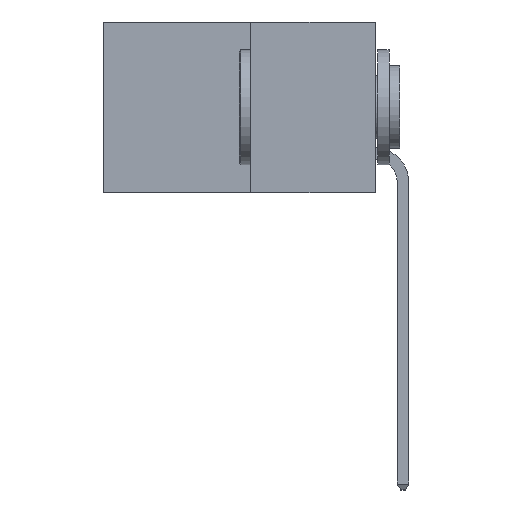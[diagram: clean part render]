
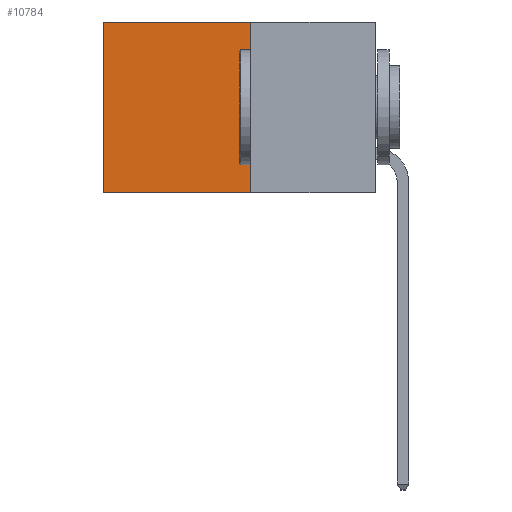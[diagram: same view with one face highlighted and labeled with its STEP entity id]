
A CAD part, left-side view. The second image highlights one B-rep face of the part: STEP entity #10784.
In plain terms, the highlighted planar face has unit normal (-1, 0, 0).
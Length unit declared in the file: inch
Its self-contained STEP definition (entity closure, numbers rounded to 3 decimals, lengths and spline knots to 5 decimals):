
#1824 = PLANE ( 'NONE',  #3822 ) ;
#2630 = VERTEX_POINT ( 'NONE', #10422 ) ;
#2981 = DIRECTION ( 'NONE',  ( 1., 0., 0. ) ) ;
#3121 = DIRECTION ( 'NONE',  ( 0., 0., -1. ) ) ;
#3639 = VECTOR ( 'NONE', #3121, 39.37008 ) ;
#3822 = AXIS2_PLACEMENT_3D ( 'NONE', #7487, #2981, #10808 ) ;
#4338 = CARTESIAN_POINT ( 'NONE',  ( 0.277, 0.59, -0.37 ) ) ;
#4559 = LINE ( 'NONE', #4338, #13291 ) ;
#4773 = CARTESIAN_POINT ( 'NONE',  ( 0.277, 0.59, 0. ) ) ;
#5178 = LINE ( 'NONE', #5632, #13554 ) ;
#5451 = EDGE_LOOP ( 'NONE', ( #10507, #13968, #12487, #7046 ) ) ;
#5519 = DIRECTION ( 'NONE',  ( 0., 1., 0. ) ) ;
#5527 = EDGE_CURVE ( 'NONE', #13898, #9795, #5178, .T. ) ;
#5632 = CARTESIAN_POINT ( 'NONE',  ( 0.277, 0.27, 0. ) ) ;
#5948 = CARTESIAN_POINT ( 'NONE',  ( 0.277, 0.59, -0.37 ) ) ;
#6786 = VECTOR ( 'NONE', #7327, 39.37008 ) ;
#7046 = ORIENTED_EDGE ( 'NONE', *, *, #5527, .T. ) ;
#7327 = DIRECTION ( 'NONE',  ( 0., 1., 0. ) ) ;
#7355 = CARTESIAN_POINT ( 'NONE',  ( 0.277, 0.27, -0.37 ) ) ;
#7487 = CARTESIAN_POINT ( 'NONE',  ( 0.277, 0.27, -0.37 ) ) ;
#7766 = EDGE_CURVE ( 'NONE', #2630, #14122, #9714, .T. ) ;
#7941 = FACE_OUTER_BOUND ( 'NONE', #5451, .T. ) ;
#9567 = LINE ( 'NONE', #9816, #3639 ) ;
#9714 = LINE ( 'NONE', #7355, #6786 ) ;
#9795 = VERTEX_POINT ( 'NONE', #4773 ) ;
#9816 = CARTESIAN_POINT ( 'NONE',  ( 0.277, 0.27, -0.37 ) ) ;
#10422 = CARTESIAN_POINT ( 'NONE',  ( 0.277, 0.27, -0.37 ) ) ;
#10507 = ORIENTED_EDGE ( 'NONE', *, *, #12090, .T. ) ;
#10784 = ADVANCED_FACE ( 'NONE', ( #7941 ), #1824, .F. ) ;
#10808 = DIRECTION ( 'NONE',  ( 0., 0., -1. ) ) ;
#11044 = CARTESIAN_POINT ( 'NONE',  ( 0.277, 0.27, 0. ) ) ;
#12090 = EDGE_CURVE ( 'NONE', #9795, #14122, #4559, .T. ) ;
#12487 = ORIENTED_EDGE ( 'NONE', *, *, #13191, .F. ) ;
#13157 = DIRECTION ( 'NONE',  ( 0., 0., -1. ) ) ;
#13191 = EDGE_CURVE ( 'NONE', #13898, #2630, #9567, .T. ) ;
#13291 = VECTOR ( 'NONE', #13157, 39.37008 ) ;
#13554 = VECTOR ( 'NONE', #5519, 39.37008 ) ;
#13898 = VERTEX_POINT ( 'NONE', #11044 ) ;
#13968 = ORIENTED_EDGE ( 'NONE', *, *, #7766, .F. ) ;
#14122 = VERTEX_POINT ( 'NONE', #5948 ) ;
